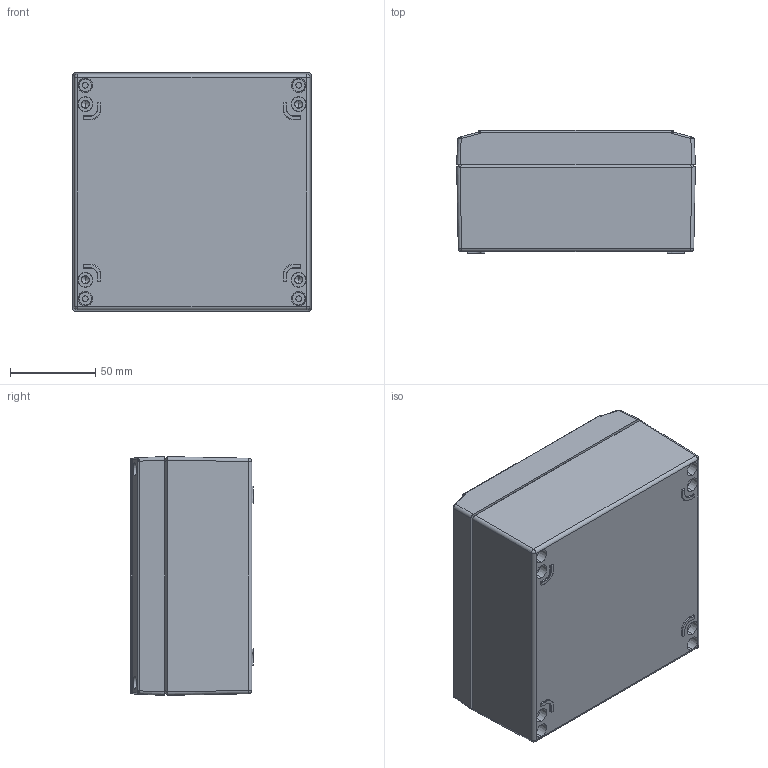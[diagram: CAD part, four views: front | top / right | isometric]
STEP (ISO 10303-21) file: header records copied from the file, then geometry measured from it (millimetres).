
FILE_DESCRIPTION (( 'STEP AP214' ), '1' );
FILE_NAME ('04141407.STEP', '2011-08-02T07:39:27', ( ' ' ), ( '' ), 'SwSTEP 2.0', 'SolidWorks 2010', '' );
FILE_SCHEMA (( 'AUTOMOTIVE_DESIGN' ));
Length unit declared in the file: millimetre
Products named in the file (5): 01163_M4 Gewinde Bearbeitung; 02163; 82003; 93132; 04141407
Assembly tree (7 placements, depth 2):
  04141407
    82003
    93132  x4
    02163
    01163_M4 Gewinde Bearbeitung
Bounding box: 140 x 72 x 140 mm (x, y, z)
Volume: 287097.4 mm3; surface area: 165082 mm2
Topology: 7 solids, 7 shells, 1019 faces, 2411 edges, 1422 vertices
Faces by surface type: cylinder 264, plane 255, bspline 220, cone 188, torus 68, sphere 24
Entity records: 32973 total; most frequent: CARTESIAN_POINT 12795, ORIENTED_EDGE 4346, DIRECTION 3915, EDGE_CURVE 2173, AXIS2_PLACEMENT_3D 1526, VERTEX_POINT 1296, EDGE_LOOP 1015, ADVANCED_FACE 938
